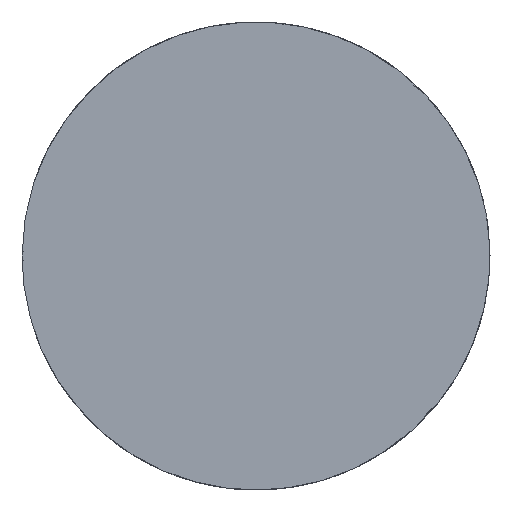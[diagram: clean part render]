
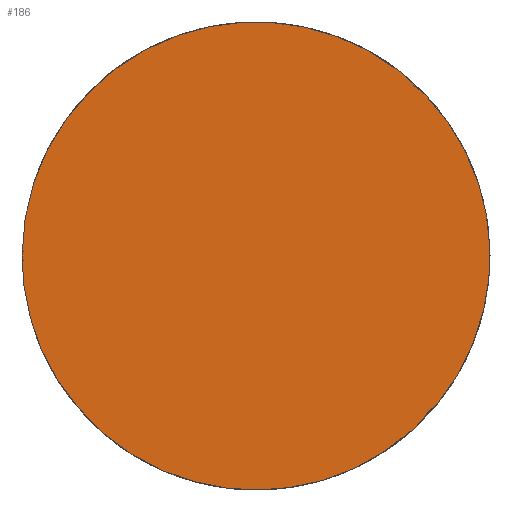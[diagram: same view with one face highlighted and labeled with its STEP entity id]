
A CAD part, left-side view. The second image highlights one B-rep face of the part: STEP entity #186.
In plain terms, the highlighted free-form (B-spline) face has degree [1, 1] with [2, 2] control points.
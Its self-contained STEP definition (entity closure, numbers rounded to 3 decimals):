
#115 = CARTESIAN_POINT ('', (-87., 6., 0.));
#116 = VERTEX_POINT ('', #115);
#124 = CARTESIAN_POINT ('', (-87., 6., 0.));
#125 = CARTESIAN_POINT ('', (-87., 6., 6.));
#126 = CARTESIAN_POINT ('', (-87., 0., 6.));
#127 = CARTESIAN_POINT ('', (-87., -6., 6.));
#128 = CARTESIAN_POINT ('', (-87., -6., 0.));
#129 = CARTESIAN_POINT ('', (-87., -6., -6.));
#130 = CARTESIAN_POINT ('', (-87., 0., -6.));
#131 = CARTESIAN_POINT ('', (-87., 6., -6.));
#132 = CARTESIAN_POINT ('', (-87., 6., 0.));
#133 = (
   BOUNDED_CURVE ()
   B_SPLINE_CURVE (2, (#124, #125, #126, #127, #128, #129, #130, #131, #132), .UNSPECIFIED., .T., .U.)
   B_SPLINE_CURVE_WITH_KNOTS ((3, 2, 2, 2, 3), (0., 0.25, 0.5, 0.75, 1.), .UNSPECIFIED.)
   CURVE ()
   GEOMETRIC_REPRESENTATION_ITEM ()
   RATIONAL_B_SPLINE_CURVE ((1., 0.707, 1., 0.707, 1., 0.707, 1., 0.707, 1.))
   REPRESENTATION_ITEM ('')
);
#134 = EDGE_CURVE ('', #116, #116, #133, .T.);
#178 = ORIENTED_EDGE ('', *, *, #134, .F.);
#179 = EDGE_LOOP ('', (#178));
#180 = FACE_OUTER_BOUND ('', #179, .T.);
#181 = CARTESIAN_POINT ('', (-87., -9.334, -9.334));
#182 = CARTESIAN_POINT ('', (-87., 9.334, -9.334));
#183 = CARTESIAN_POINT ('', (-87., -9.334, 9.334));
#184 = CARTESIAN_POINT ('', (-87., 9.334, 9.334));
#185 = B_SPLINE_SURFACE_WITH_KNOTS ('', 1, 1, ((#181, #182), (#183, #184)), .UNSPECIFIED., .F., .F., .U., (2, 2), (2, 2), (0., 1.), (0., 1.), .UNSPECIFIED.);
#186 = ADVANCED_FACE ('', (#180), #185, .T.);
